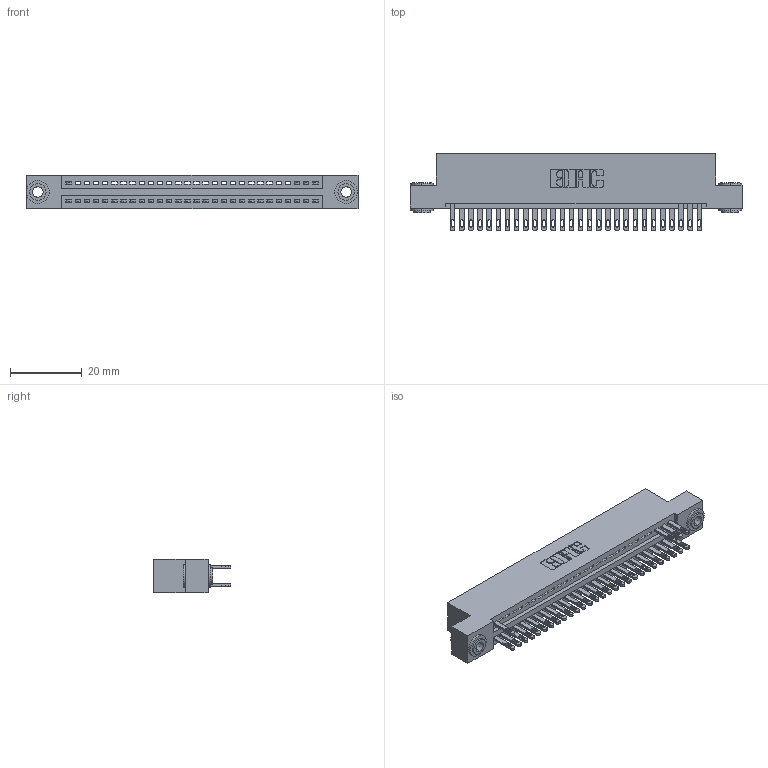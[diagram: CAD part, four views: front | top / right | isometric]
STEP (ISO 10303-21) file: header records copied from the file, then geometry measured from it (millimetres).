
FILE_DESCRIPTION (( 'STEP AP203' ), '1' );
FILE_NAME ('345-056-500-203.STEP', '2018-09-24T06:16:20', ( '' ), ( '' ), 'SwSTEP 2.0', 'SolidWorks 2016', '' );
FILE_SCHEMA (( 'CONFIG_CONTROL_DESIGN' ));
Length unit declared in the file: inch
Products named in the file (4): 345 Part_Flush Mounting Lugs - 0.156 Dia-TH; 345-292-001_345-293-100; 345-250-002_345-250-002-102; 345-056-500-203
Assembly tree (35 placements, depth 2):
  345-056-500-203
    345 Part_Flush Mounting Lugs - 0.156 Dia-TH
    345-292-001_345-293-100  x32
    345-250-002_345-250-002-102  x2
Bounding box: 92.33 x 21.51 x 9.4 mm (x, y, z)
Volume: 8739.8 mm3; surface area: 11953.7 mm2
Topology: 35 solids, 35 shells, 1828 faces, 5577 edges, 3714 vertices
Faces by surface type: plane 1122, cylinder 698, cone 8
Entity records: 23666 total; most frequent: CARTESIAN_POINT 4059, ORIENTED_EDGE 4010, DIRECTION 3603, EDGE_CURVE 2005, LINE 1733, VECTOR 1733, VERTEX_POINT 1334, AXIS2_PLACEMENT_3D 935
